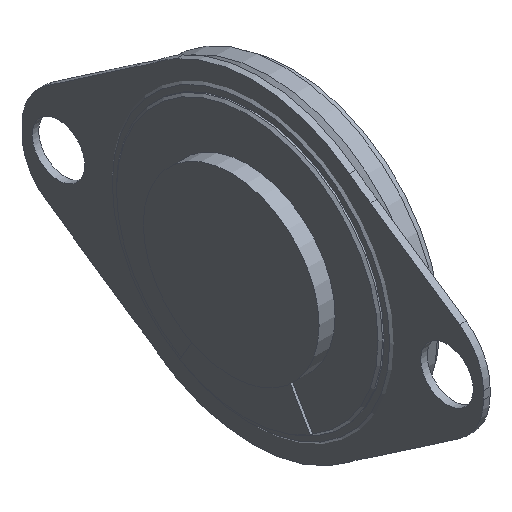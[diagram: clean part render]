
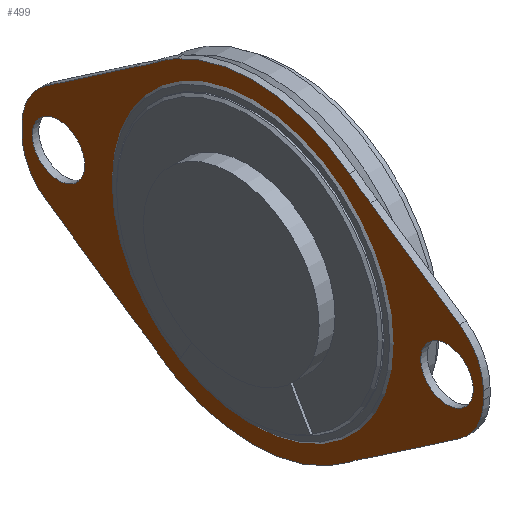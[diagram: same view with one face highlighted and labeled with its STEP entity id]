
A CAD part, isometric view. The second image highlights one B-rep face of the part: STEP entity #499.
In plain terms, the highlighted planar face has unit normal (-1, 0, 0).
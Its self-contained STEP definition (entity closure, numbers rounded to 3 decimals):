
#32=CARTESIAN_POINT('',(34.868,7.,-12.545));
#33=VERTEX_POINT('',#32);
#34=CARTESIAN_POINT('',(34.868,8.778,-11.374));
#35=VERTEX_POINT('',#34);
#36=CARTESIAN_POINT('',(34.868,0.002,0.));
#37=DIRECTION('',(1.,0.,0.));
#38=DIRECTION('',(0.,-1.,0.));
#39=AXIS2_PLACEMENT_3D('',#36,#37,#38);
#40=CIRCLE('',#39,14.366);
#41=EDGE_CURVE('',#33,#35,#40,.T.);
#84=CARTESIAN_POINT('',(34.868,21.,-0.365));
#85=VERTEX_POINT('',#84);
#92=CARTESIAN_POINT('',(34.868,21.,0.365));
#93=VERTEX_POINT('',#92);
#94=CARTESIAN_POINT('',(34.868,21.,-0.365));
#95=DIRECTION('',(0.,0.,1.));
#96=VECTOR('',#95,0.73);
#97=LINE('',#94,#96);
#98=EDGE_CURVE('',#85,#93,#97,.T.);
#114=CARTESIAN_POINT('',(34.868,10.734,-10.034));
#115=VERTEX_POINT('',#114);
#132=CARTESIAN_POINT('',(34.868,21.607,-28.));
#133=DIRECTION('',(-1.,-0.,-0.));
#134=DIRECTION('',(-0.,1.,0.));
#135=AXIS2_PLACEMENT_3D('',#132,#133,#134);
#136=CIRCLE('',#135,21.);
#137=EDGE_CURVE('',#35,#115,#136,.T.);
#307=CARTESIAN_POINT('',(34.868,8.778,11.374));
#308=VERTEX_POINT('',#307);
#315=CARTESIAN_POINT('',(34.868,7.,12.545));
#316=VERTEX_POINT('',#315);
#317=CARTESIAN_POINT('',(34.868,0.002,0.));
#318=DIRECTION('',(1.,0.,0.));
#319=DIRECTION('',(0.,-1.,0.));
#320=AXIS2_PLACEMENT_3D('',#317,#318,#319);
#321=CIRCLE('',#320,14.366);
#322=EDGE_CURVE('',#308,#316,#321,.T.);
#333=CARTESIAN_POINT('',(34.868,0.,0.));
#334=DIRECTION('',(-1.,-0.,0.));
#335=DIRECTION('',(-0.,1.,0.));
#336=AXIS2_PLACEMENT_3D('',#333,#334,#335);
#337=PLANE('',#336);
#338=ORIENTED_EDGE('',*,*,#322,.F.);
#339=CARTESIAN_POINT('',(34.868,10.734,10.034));
#340=VERTEX_POINT('',#339);
#341=CARTESIAN_POINT('',(34.868,21.607,28.));
#342=DIRECTION('',(-1.,-0.,-0.));
#343=DIRECTION('',(-0.,1.,0.));
#344=AXIS2_PLACEMENT_3D('',#341,#342,#343);
#345=CIRCLE('',#344,21.);
#346=EDGE_CURVE('',#340,#308,#345,.T.);
#347=ORIENTED_EDGE('',*,*,#346,.F.);
#348=CARTESIAN_POINT('',(34.868,18.826,4.489));
#349=VERTEX_POINT('',#348);
#350=CARTESIAN_POINT('',(34.868,18.826,4.489));
#351=DIRECTION('',(0.,-0.825,0.565));
#352=VECTOR('',#351,9.809);
#353=LINE('',#350,#352);
#354=EDGE_CURVE('',#349,#340,#353,.T.);
#355=ORIENTED_EDGE('',*,*,#354,.F.);
#356=CARTESIAN_POINT('',(34.868,16.,0.365));
#357=DIRECTION('',(1.,0.,0.));
#358=DIRECTION('',(-0.,1.,0.));
#359=AXIS2_PLACEMENT_3D('',#356,#357,#358);
#360=CIRCLE('',#359,5.);
#361=EDGE_CURVE('',#93,#349,#360,.T.);
#362=ORIENTED_EDGE('',*,*,#361,.F.);
#363=ORIENTED_EDGE('',*,*,#98,.F.);
#364=CARTESIAN_POINT('',(34.868,18.826,-4.489));
#365=VERTEX_POINT('',#364);
#366=CARTESIAN_POINT('',(34.868,16.,-0.365));
#367=DIRECTION('',(1.,0.,0.));
#368=DIRECTION('',(-0.,1.,0.));
#369=AXIS2_PLACEMENT_3D('',#366,#367,#368);
#370=CIRCLE('',#369,5.);
#371=EDGE_CURVE('',#365,#85,#370,.T.);
#372=ORIENTED_EDGE('',*,*,#371,.F.);
#373=CARTESIAN_POINT('',(34.868,10.734,-10.034));
#374=DIRECTION('',(-0.,0.825,0.565));
#375=VECTOR('',#374,9.809);
#376=LINE('',#373,#375);
#377=EDGE_CURVE('',#115,#365,#376,.T.);
#378=ORIENTED_EDGE('',*,*,#377,.F.);
#379=ORIENTED_EDGE('',*,*,#137,.F.);
#380=ORIENTED_EDGE('',*,*,#41,.F.);
#381=CARTESIAN_POINT('',(34.868,-8.778,-11.374));
#382=VERTEX_POINT('',#381);
#383=CARTESIAN_POINT('',(34.868,-0.002,0.));
#384=DIRECTION('',(-1.,0.,-0.));
#385=DIRECTION('',(0.,1.,0.));
#386=AXIS2_PLACEMENT_3D('',#383,#384,#385);
#387=CIRCLE('',#386,14.366);
#388=EDGE_CURVE('',#33,#382,#387,.T.);
#389=ORIENTED_EDGE('',*,*,#388,.T.);
#390=CARTESIAN_POINT('',(34.868,-10.734,-10.034));
#391=VERTEX_POINT('',#390);
#392=CARTESIAN_POINT('',(34.868,-21.607,-28.));
#393=DIRECTION('',(1.,-0.,-0.));
#394=DIRECTION('',(-0.,-1.,0.));
#395=AXIS2_PLACEMENT_3D('',#392,#393,#394);
#396=CIRCLE('',#395,21.);
#397=EDGE_CURVE('',#382,#391,#396,.T.);
#398=ORIENTED_EDGE('',*,*,#397,.T.);
#399=CARTESIAN_POINT('',(34.868,-18.826,-4.489));
#400=VERTEX_POINT('',#399);
#401=CARTESIAN_POINT('',(34.868,-10.734,-10.034));
#402=DIRECTION('',(-0.,-0.825,0.565));
#403=VECTOR('',#402,9.809);
#404=LINE('',#401,#403);
#405=EDGE_CURVE('',#391,#400,#404,.T.);
#406=ORIENTED_EDGE('',*,*,#405,.T.);
#407=CARTESIAN_POINT('',(34.868,-21.,-0.365));
#408=VERTEX_POINT('',#407);
#409=CARTESIAN_POINT('',(34.868,-16.,-0.365));
#410=DIRECTION('',(-1.,0.,0.));
#411=DIRECTION('',(-0.,-1.,0.));
#412=AXIS2_PLACEMENT_3D('',#409,#410,#411);
#413=CIRCLE('',#412,5.);
#414=EDGE_CURVE('',#400,#408,#413,.T.);
#415=ORIENTED_EDGE('',*,*,#414,.T.);
#416=CARTESIAN_POINT('',(34.868,-21.,0.365));
#417=VERTEX_POINT('',#416);
#418=CARTESIAN_POINT('',(34.868,-21.,-0.365));
#419=DIRECTION('',(0.,0.,1.));
#420=VECTOR('',#419,0.73);
#421=LINE('',#418,#420);
#422=EDGE_CURVE('',#408,#417,#421,.T.);
#423=ORIENTED_EDGE('',*,*,#422,.T.);
#424=CARTESIAN_POINT('',(34.868,-18.826,4.489));
#425=VERTEX_POINT('',#424);
#426=CARTESIAN_POINT('',(34.868,-16.,0.365));
#427=DIRECTION('',(-1.,0.,0.));
#428=DIRECTION('',(-0.,-1.,0.));
#429=AXIS2_PLACEMENT_3D('',#426,#427,#428);
#430=CIRCLE('',#429,5.);
#431=EDGE_CURVE('',#417,#425,#430,.T.);
#432=ORIENTED_EDGE('',*,*,#431,.T.);
#433=CARTESIAN_POINT('',(34.868,-10.734,10.034));
#434=VERTEX_POINT('',#433);
#435=CARTESIAN_POINT('',(34.868,-18.826,4.489));
#436=DIRECTION('',(0.,0.825,0.565));
#437=VECTOR('',#436,9.809);
#438=LINE('',#435,#437);
#439=EDGE_CURVE('',#425,#434,#438,.T.);
#440=ORIENTED_EDGE('',*,*,#439,.T.);
#441=CARTESIAN_POINT('',(34.868,-8.778,11.374));
#442=VERTEX_POINT('',#441);
#443=CARTESIAN_POINT('',(34.868,-21.607,28.));
#444=DIRECTION('',(1.,-0.,-0.));
#445=DIRECTION('',(-0.,-1.,0.));
#446=AXIS2_PLACEMENT_3D('',#443,#444,#445);
#447=CIRCLE('',#446,21.);
#448=EDGE_CURVE('',#434,#442,#447,.T.);
#449=ORIENTED_EDGE('',*,*,#448,.T.);
#450=CARTESIAN_POINT('',(34.868,-0.002,0.));
#451=DIRECTION('',(-1.,0.,-0.));
#452=DIRECTION('',(0.,1.,0.));
#453=AXIS2_PLACEMENT_3D('',#450,#451,#452);
#454=CIRCLE('',#453,14.366);
#455=EDGE_CURVE('',#442,#316,#454,.T.);
#456=ORIENTED_EDGE('',*,*,#455,.T.);
#457=EDGE_LOOP('',(#338,#347,#355,#362,#363,#372,#378,#379,#380,#389,#398,#406,#415,#423,#432,#440,#449,#456));
#458=FACE_BOUND('',#457,.T.);
#459=CARTESIAN_POINT('',(34.868,20.078,0.));
#460=VERTEX_POINT('',#459);
#461=CARTESIAN_POINT('',(34.868,15.29,0.));
#462=VERTEX_POINT('',#461);
#463=CARTESIAN_POINT('',(34.868,17.684,0.));
#464=DIRECTION('',(1.,0.,0.));
#465=DIRECTION('',(-0.,1.,0.));
#466=AXIS2_PLACEMENT_3D('',#463,#464,#465);
#467=CIRCLE('',#466,2.394);
#468=EDGE_CURVE('',#460,#462,#467,.T.);
#469=ORIENTED_EDGE('',*,*,#468,.T.);
#470=CARTESIAN_POINT('',(34.868,17.684,0.));
#471=DIRECTION('',(1.,0.,0.));
#472=DIRECTION('',(-0.,1.,0.));
#473=AXIS2_PLACEMENT_3D('',#470,#471,#472);
#474=CIRCLE('',#473,2.394);
#475=EDGE_CURVE('',#462,#460,#474,.T.);
#476=ORIENTED_EDGE('',*,*,#475,.T.);
#477=EDGE_LOOP('',(#469,#476));
#478=FACE_BOUND('',#477,.T.);
#479=CARTESIAN_POINT('',(34.868,-15.29,0.));
#480=VERTEX_POINT('',#479);
#481=CARTESIAN_POINT('',(34.868,-20.078,0.));
#482=VERTEX_POINT('',#481);
#483=CARTESIAN_POINT('',(34.868,-17.684,0.));
#484=DIRECTION('',(-1.,0.,0.));
#485=DIRECTION('',(-0.,-1.,0.));
#486=AXIS2_PLACEMENT_3D('',#483,#484,#485);
#487=CIRCLE('',#486,2.394);
#488=EDGE_CURVE('',#480,#482,#487,.T.);
#489=ORIENTED_EDGE('',*,*,#488,.F.);
#490=CARTESIAN_POINT('',(34.868,-17.684,0.));
#491=DIRECTION('',(-1.,0.,0.));
#492=DIRECTION('',(-0.,-1.,0.));
#493=AXIS2_PLACEMENT_3D('',#490,#491,#492);
#494=CIRCLE('',#493,2.394);
#495=EDGE_CURVE('',#482,#480,#494,.T.);
#496=ORIENTED_EDGE('',*,*,#495,.F.);
#497=EDGE_LOOP('',(#489,#496));
#498=FACE_BOUND('',#497,.T.);
#499=ADVANCED_FACE('',(#458,#478,#498),#337,.T.);
